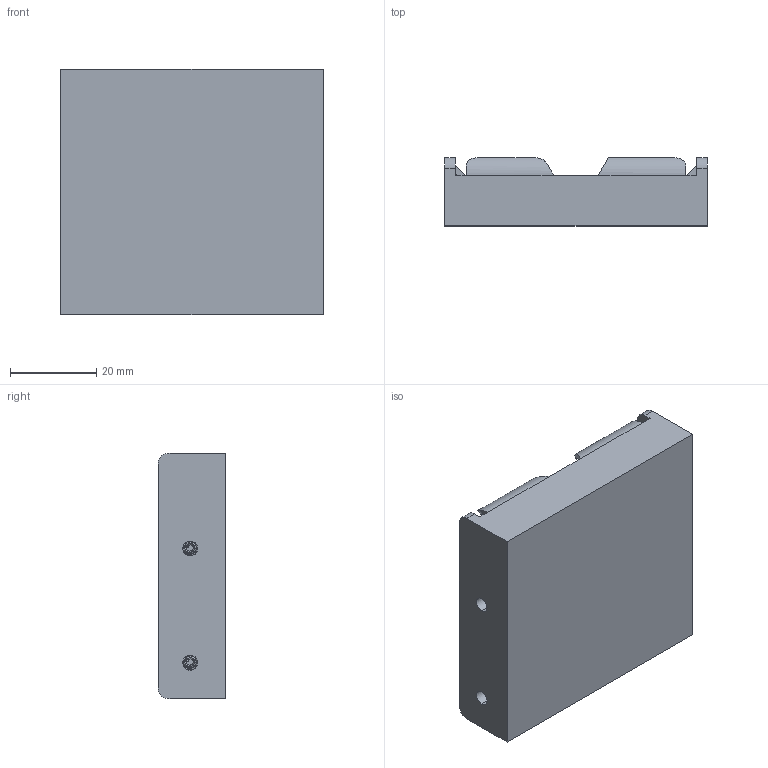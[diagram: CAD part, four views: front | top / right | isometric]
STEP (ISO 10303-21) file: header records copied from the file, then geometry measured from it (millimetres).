
FILE_DESCRIPTION (( 'STEP AP214' ), '1' );
FILE_NAME ('4 BATTERY PACK.STEP', '2018-03-29T17:45:46', ( '' ), ( '' ), 'SwSTEP 2.0', 'SolidWorks 2017', '' );
FILE_SCHEMA (( 'AUTOMOTIVE_DESIGN' ));
Length unit declared in the file: inch
Products named in the file (1): 4 BATTERY PACK
Bounding box: 60.96 x 15.75 x 56.9 mm (x, y, z)
Volume: 15036.7 mm3; surface area: 16097.1 mm2
Topology: 1 solids, 1 shells, 313 faces, 755 edges, 489 vertices
Faces by surface type: plane 188, cylinder 79, bspline 26, torus 20
Entity records: 17182 total; most frequent: CARTESIAN_POINT 6609, ORIENTED_EDGE 1504, DIRECTION 1455, EDGE_CURVE 752, AXIS2_PLACEMENT_3D 495, VERTEX_POINT 489, VECTOR 465, LINE 465
